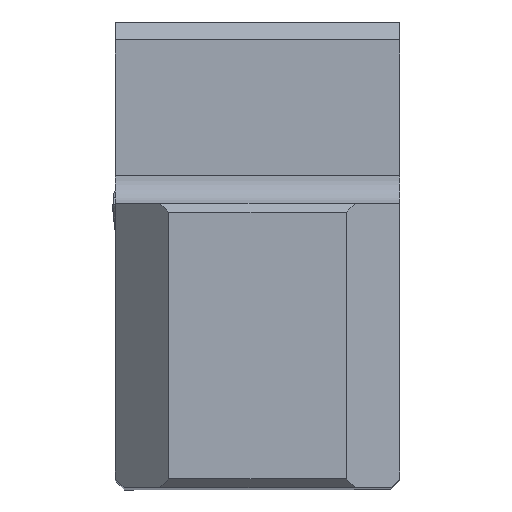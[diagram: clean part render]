
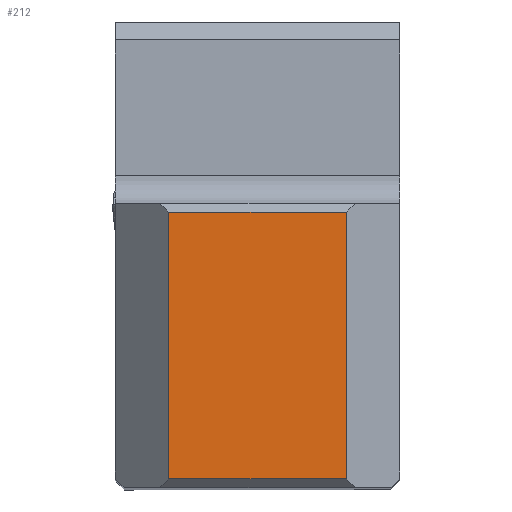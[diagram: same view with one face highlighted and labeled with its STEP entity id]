
A CAD part, top view. The second image highlights one B-rep face of the part: STEP entity #212.
In plain terms, the highlighted planar face has unit normal (0, 0, 1).
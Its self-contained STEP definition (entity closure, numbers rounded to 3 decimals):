
#212=ADVANCED_FACE('',(#323),#266,.T.);
#266=PLANE('',#1442);
#323=FACE_OUTER_BOUND('',#389,.T.);
#389=EDGE_LOOP('',(#594,#595,#596,#597));
#594=ORIENTED_EDGE('',*,*,#1012,.F.);
#595=ORIENTED_EDGE('',*,*,#1013,.T.);
#596=ORIENTED_EDGE('',*,*,#1014,.F.);
#597=ORIENTED_EDGE('',*,*,#1015,.T.);
#860=VERTEX_POINT('',#2162);
#861=VERTEX_POINT('',#2163);
#862=VERTEX_POINT('',#2165);
#863=VERTEX_POINT('',#2167);
#1012=EDGE_CURVE('',#860,#861,#1157,.T.);
#1013=EDGE_CURVE('',#860,#862,#1158,.T.);
#1014=EDGE_CURVE('',#863,#862,#1159,.T.);
#1015=EDGE_CURVE('',#863,#861,#1160,.T.);
#1157=LINE('',#2161,#1278);
#1158=LINE('',#2164,#1279);
#1159=LINE('',#2166,#1280);
#1160=LINE('',#2168,#1281);
#1278=VECTOR('',#1607,1.);
#1279=VECTOR('',#1608,1.);
#1280=VECTOR('',#1609,1.);
#1281=VECTOR('',#1610,1.);
#1442=AXIS2_PLACEMENT_3D('',#2169,#1611,#1612);
#1607=DIRECTION('',(0.,1.,0.));
#1608=DIRECTION('',(1.,0.,0.));
#1609=DIRECTION('',(0.,-1.,0.));
#1610=DIRECTION('',(-1.,0.,0.));
#1611=DIRECTION('',(0.,0.,1.));
#1612=DIRECTION('',(-1.,0.,0.));
#2161=CARTESIAN_POINT('',(-12.876,7.925,0.));
#2162=CARTESIAN_POINT('',(-12.876,0.5,0.));
#2163=CARTESIAN_POINT('',(-12.876,15.35,0.));
#2164=CARTESIAN_POINT('',(-7.925,0.5,0.));
#2165=CARTESIAN_POINT('',(-2.974,0.5,0.));
#2166=CARTESIAN_POINT('',(-2.974,7.925,0.));
#2167=CARTESIAN_POINT('',(-2.974,15.35,0.));
#2168=CARTESIAN_POINT('',(-7.925,15.35,0.));
#2169=CARTESIAN_POINT('',(-7.925,7.925,0.));
